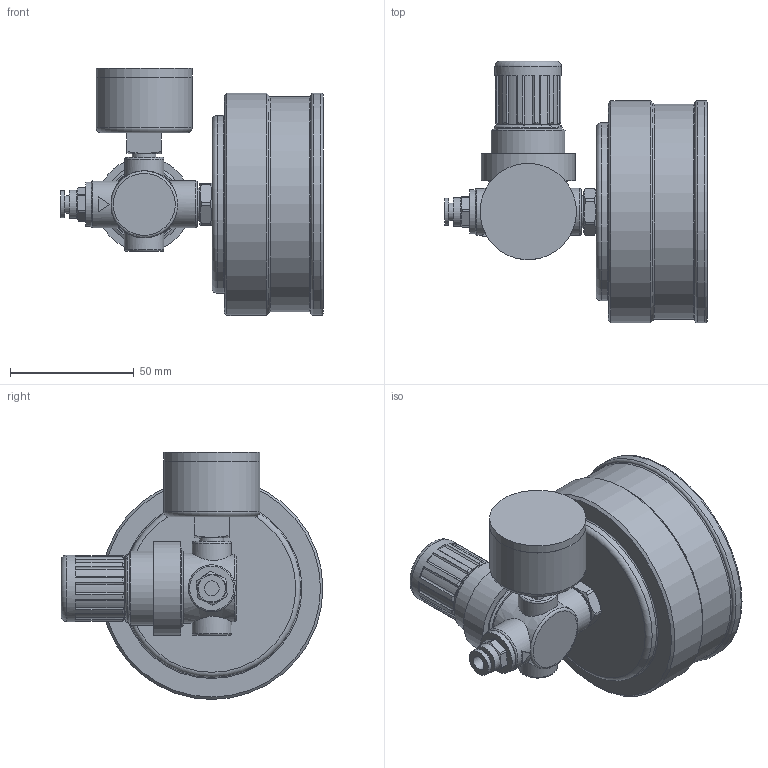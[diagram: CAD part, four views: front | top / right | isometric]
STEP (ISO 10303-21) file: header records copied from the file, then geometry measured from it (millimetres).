
FILE_DESCRIPTION(/* description */ (''),/* implementation_level */ '2;1');
FILE_NAME(/* name */ '508476_Deckel_600ml_Druckregler_Shrinkwrap_1.stp',/* time_stamp */ '2022-09-02T11:07:29+02:00',/* author */ ('glueck'),/* organization */ (''),/* preprocessor_version */ 'ST-DEVELOPER v18.1',/* originating_system */ 'Autodesk Inventor 2021',/* authorisation */ '');
FILE_SCHEMA (('AUTOMOTIVE_DESIGN { 1 0 10303 214 3 1 1 }'));
Length unit declared in the file: millimetre
Products named in the file (1): 508476_Deckel_600ml_Druckregler_Shrinkwrap_1
Bounding box: 106.3 x 106 x 100 mm (x, y, z)
Volume: 198592.1 mm3; surface area: 61969.6 mm2
Topology: 1 solids, 1 shells, 255 faces, 627 edges, 407 vertices
Faces by surface type: plane 100, cylinder 83, cone 38, torus 20, bspline 12, sphere 2
Full cylindrical faces by diameter (mm): 4 x2, 6 x1, 7.1 x1, 8 x2, 8.5 x2, 9.728 x1, 11 x1, 11.6 x1, 12.9 x1, 16 x2, 18 x1, 19 x2, 21 x1, 27 x1, 27.5 x1, 30 x1, 32 x1, 38 x1, 38.96 x1, 39 x2, 54.2 x2, 61 x1, 72 x1, 82.5 x2, 87 x1, 90 x2
Entity records: 13417 total; most frequent: CARTESIAN_POINT 7063, DIRECTION 1296, ORIENTED_EDGE 1250, EDGE_CURVE 625, AXIS2_PLACEMENT_3D 534, VERTEX_POINT 407, EDGE_LOOP 291, CIRCLE 284
